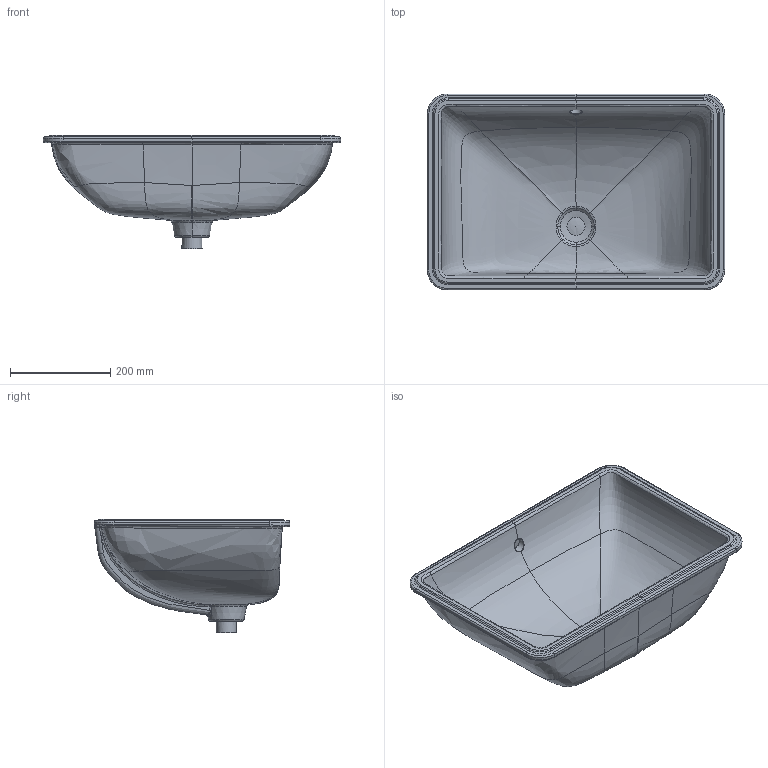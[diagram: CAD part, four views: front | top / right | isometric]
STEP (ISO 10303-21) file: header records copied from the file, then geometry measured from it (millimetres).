
FILE_DESCRIPTION(/* description */ (''),/* implementation_level */ '2;1');
FILE_NAME(/* name */ '512253_Lunea_UWT.stp',/* time_stamp */ '2019-08-21T11:30:22+02:00',/* author */ (''),/* organization */ (''),/* preprocessor_version */ 'ST-DEVELOPER v16.7',/* originating_system */ 'SIEMENS PLM Software NX 1863',/* authorisation */ '');
FILE_SCHEMA (('AUTOMOTIVE_DESIGN { 1 0 10303 214 3 1 1 1 }'));
Products named in the file (1): 512253-Nachbau-PKK-09-01-2014
Bounding box: 593.78 x 391.38 x 227.1 mm (x, y, z)
Volume: 4865066.8 mm3; surface area: 796584.9 mm2
Topology: 3 solids, 3 shells, 200 faces, 457 edges, 259 vertices
Faces by surface type: bspline 106, cylinder 36, plane 31, torus 15, cone 6, sphere 2, extrusion 2, revolution 2
Full cylindrical faces by diameter (mm): 24 x1, 29.006 x1, 32.006 x1, 36 x1, 40 x1, 63 x1
Entity records: 47567 total; most frequent: CARTESIAN_POINT 43861, ORIENTED_EDGE 874, DIRECTION 556, EDGE_CURVE 437, VERTEX_POINT 255, AXIS2_PLACEMENT_3D 234, EDGE_LOOP 219, B_SPLINE_CURVE_WITH_KNOTS 213
